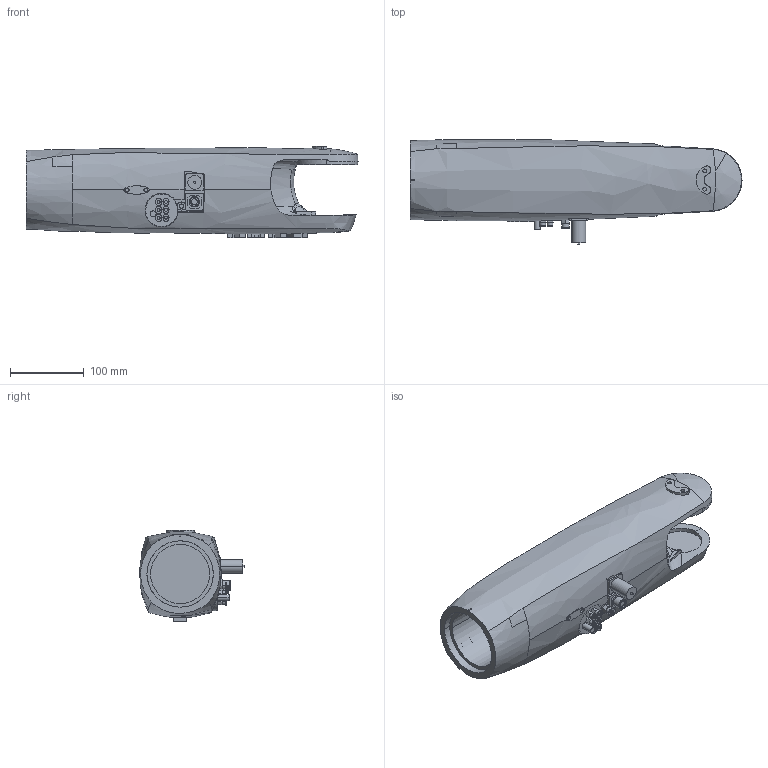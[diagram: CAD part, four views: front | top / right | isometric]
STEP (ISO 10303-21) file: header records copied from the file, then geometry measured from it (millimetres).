
FILE_DESCRIPTION(('CATIA V5 STEP Exchange'),'2;1');
FILE_NAME('Axis4.stp','2024-08-04T13:33:31+00:00',('none'),('none'),'CATIA Version 5 Release 21 GA (IN-10)','CATIA V5 STEP AP203','none');
FILE_SCHEMA(('CONFIG_CONTROL_DESIGN'));
Length unit declared in the file: millimetre
Products named in the file (1): Axis4
Bounding box: 450.42 x 142.24 x 124.5 mm (x, y, z)
Volume: 2186834.5 mm3; surface area: 287673.7 mm2
Topology: 1 solids, 2 shells, 393 faces, 1045 edges, 707 vertices
Faces by surface type: plane 229, cylinder 98, bspline 49, cone 9, sphere 5, revolution 2, torus 1
Entity records: 19652 total; most frequent: CARTESIAN_POINT 10704, ORIENTED_EDGE 2088, DIRECTION 1340, EDGE_CURVE 1044, VERTEX_POINT 707, AXIS2_PLACEMENT_3D 518, VECTOR 482, LINE 482
